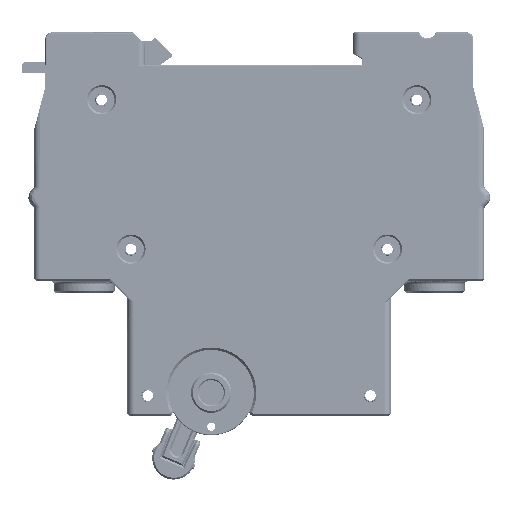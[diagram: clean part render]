
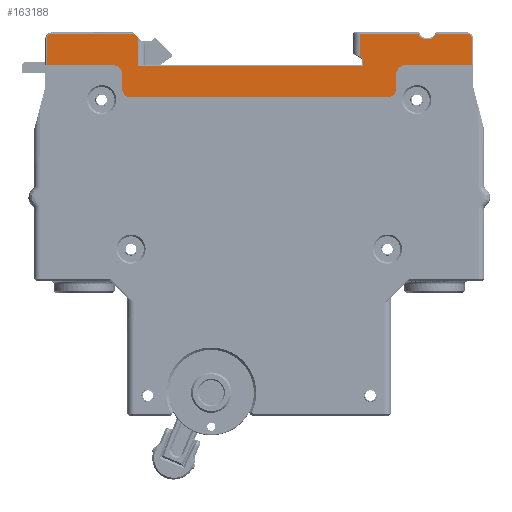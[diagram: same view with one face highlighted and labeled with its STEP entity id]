
A CAD part, front view. The second image highlights one B-rep face of the part: STEP entity #163188.
In plain terms, the highlighted planar face has unit normal (0, 1, 0).
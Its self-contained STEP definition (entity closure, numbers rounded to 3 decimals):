
#76467=DIRECTION('',(-0.866,0.,0.5));
#76468=VECTOR('',#76467,0.577);
#76469=CARTESIAN_POINT('',(17.7,-35.6,-210.618));
#76470=LINE('',#76469,#76468);
#76471=DIRECTION('',(0.707,0.,-0.707));
#76472=VECTOR('',#76471,0.849);
#76473=CARTESIAN_POINT('',(-21.3,-35.6,-206.433));
#76474=LINE('',#76473,#76472);
#76475=CARTESIAN_POINT('',(-35.4,-35.6,-207.333));
#76476=DIRECTION('',(0.,1.,0.));
#76477=DIRECTION('',(-1.,0.,0.));
#76478=AXIS2_PLACEMENT_3D('',#76475,#76476,#76477);
#76480=CARTESIAN_POINT('',(-24.9,-35.6,-213.333));
#76481=DIRECTION('',(0.,-1.,0.));
#76482=DIRECTION('',(1.,0.,0.));
#76483=AXIS2_PLACEMENT_3D('',#76480,#76481,#76482);
#76485=CARTESIAN_POINT('',(-21.9,-35.6,-215.833));
#76486=DIRECTION('',(0.,1.,0.));
#76487=DIRECTION('',(0.,0.,-1.));
#76488=AXIS2_PLACEMENT_3D('',#76485,#76486,#76487);
#76490=CARTESIAN_POINT('',(21.9,-35.6,-215.833));
#76491=DIRECTION('',(0.,1.,0.));
#76492=DIRECTION('',(1.,0.,0.));
#76493=AXIS2_PLACEMENT_3D('',#76490,#76491,#76492);
#76495=CARTESIAN_POINT('',(24.9,-35.6,-213.333));
#76496=DIRECTION('',(0.,-1.,0.));
#76497=DIRECTION('',(0.,0.,1.));
#76498=AXIS2_PLACEMENT_3D('',#76495,#76496,#76497);
#76500=CARTESIAN_POINT('',(35.5,-35.6,-207.233));
#76501=DIRECTION('',(0.,1.,0.));
#76502=DIRECTION('',(0.,0.,1.));
#76503=AXIS2_PLACEMENT_3D('',#76500,#76501,#76502);
#76505=CARTESIAN_POINT('',(28.7,-35.6,-205.733));
#76506=DIRECTION('',(0.,-1.,0.));
#76507=DIRECTION('',(-0.911,0.,-0.412));
#76508=AXIS2_PLACEMENT_3D('',#76505,#76506,#76507);
#76519=DIRECTION('',(0.,0.,-1.));
#76520=VECTOR('',#76519,3.896);
#76521=CARTESIAN_POINT('',(17.2,-35.6,-206.433));
#76522=LINE('',#76521,#76520);
#76555=DIRECTION('',(-1.,0.,0.));
#76556=VECTOR('',#76555,9.951);
#76557=CARTESIAN_POINT('',(27.151,-35.6,-206.433));
#76558=LINE('',#76557,#76556);
#76594=DIRECTION('',(-1.,0.,0.));
#76595=VECTOR('',#76594,5.251);
#76596=CARTESIAN_POINT('',(35.5,-35.6,
-206.433));
#76597=LINE('',#76596,#76595);
#76621=DIRECTION('',(0.,0.,1.));
#76622=VECTOR('',#76621,4.6);
#76623=CARTESIAN_POINT('',(36.3,-35.6,-211.833));
#76624=LINE('',#76623,#76622);
#76629=DIRECTION('',(1.,0.,0.));
#76630=VECTOR('',#76629,11.4);
#76631=CARTESIAN_POINT('',(24.9,-35.6,-211.833));
#76632=LINE('',#76631,#76630);
#76654=DIRECTION('',(0.,0.,1.));
#76655=VECTOR('',#76654,2.5);
#76656=CARTESIAN_POINT('',(23.4,-35.6,-215.833));
#76657=LINE('',#76656,#76655);
#76670=DIRECTION('',(1.,0.,0.));
#76671=VECTOR('',#76670,43.8);
#76672=CARTESIAN_POINT('',(-21.9,-35.6,-217.333));
#76673=LINE('',#76672,#76671);
#76686=DIRECTION('',(0.,0.,-1.));
#76687=VECTOR('',#76686,2.5);
#76688=CARTESIAN_POINT('',(-23.4,-35.6,-213.333));
#76689=LINE('',#76688,#76687);
#76702=DIRECTION('',(1.,0.,0.));
#76703=VECTOR('',#76702,11.4);
#76704=CARTESIAN_POINT('',(-36.3,-35.6,-211.833));
#76705=LINE('',#76704,#76703);
#76711=DIRECTION('',(0.,0.,
-1.));
#76712=VECTOR('',#76711,4.5);
#76713=CARTESIAN_POINT('',(-36.3,-35.6,
-207.333));
#76714=LINE('',#76713,#76712);
#76738=DIRECTION('',(-1.,0.,0.));
#76739=VECTOR('',#76738,14.1);
#76740=CARTESIAN_POINT('',(-21.3,-35.6,-206.433));
#76741=LINE('',#76740,#76739);
#77381=DIRECTION('',(0.,0.,-1.));
#77382=VECTOR('',#77381,1.315);
#77383=CARTESIAN_POINT('',(17.7,-35.6,-210.618));
#77384=LINE('',#77383,#77382);
#77392=DIRECTION('',(-1.,0.,0.));
#77393=VECTOR('',#77392,38.4);
#77394=CARTESIAN_POINT('',(17.7,-35.6,-211.933));
#77395=LINE('',#77394,#77393);
#77411=DIRECTION('',(0.,0.,1.));
#77412=VECTOR('',#77411,4.9);
#77413=CARTESIAN_POINT('',(-20.7,-35.6,-211.933));
#77414=LINE('',#77413,#77412);
#94365=CARTESIAN_POINT('',(17.2,-35.6,-206.433));
#94366=CARTESIAN_POINT('',(17.2,-35.6,
-210.329));
#94367=VERTEX_POINT('',#94365);
#94368=VERTEX_POINT('',#94366);
#94369=CARTESIAN_POINT('',(17.7,-35.6,-210.618));
#94370=VERTEX_POINT('',#94369);
#94371=CARTESIAN_POINT('',(17.7,-35.6,-211.933));
#94372=VERTEX_POINT('',#94371);
#94373=CARTESIAN_POINT('',(-20.7,-35.6,-211.933));
#94374=VERTEX_POINT('',#94373);
#94375=CARTESIAN_POINT('',(-20.7,-35.6,-207.033));
#94376=VERTEX_POINT('',#94375);
#94377=CARTESIAN_POINT('',(-21.3,-35.6,-206.433));
#94378=VERTEX_POINT('',#94377);
#94379=CARTESIAN_POINT('',(-35.4,-35.6,
-206.433));
#94380=VERTEX_POINT('',#94379);
#94381=CARTESIAN_POINT('',(-36.3,-35.6,
-207.333));
#94382=VERTEX_POINT('',#94381);
#94383=CARTESIAN_POINT('',(-36.3,-35.6,-211.833));
#94384=VERTEX_POINT('',#94383);
#94385=CARTESIAN_POINT('',(-24.9,-35.6,-211.833));
#94386=VERTEX_POINT('',#94385);
#94387=CARTESIAN_POINT('',(-23.4,-35.6,-213.333));
#94388=VERTEX_POINT('',#94387);
#94389=CARTESIAN_POINT('',(-23.4,-35.6,-215.833));
#94390=VERTEX_POINT('',#94389);
#94391=CARTESIAN_POINT('',(-21.9,-35.6,-217.333));
#94392=VERTEX_POINT('',#94391);
#94393=CARTESIAN_POINT('',(21.9,-35.6,-217.333));
#94394=VERTEX_POINT('',#94393);
#94395=CARTESIAN_POINT('',(23.4,-35.6,-215.833));
#94396=VERTEX_POINT('',#94395);
#94397=CARTESIAN_POINT('',(23.4,-35.6,-213.333));
#94398=VERTEX_POINT('',#94397);
#94399=CARTESIAN_POINT('',(24.9,-35.6,-211.833));
#94400=VERTEX_POINT('',#94399);
#94401=CARTESIAN_POINT('',(36.3,-35.6,-211.833));
#94402=VERTEX_POINT('',#94401);
#94403=CARTESIAN_POINT('',(36.3,-35.6,
-207.233));
#94404=VERTEX_POINT('',#94403);
#94405=CARTESIAN_POINT('',(35.5,-35.6,
-206.433));
#94406=VERTEX_POINT('',#94405);
#94407=CARTESIAN_POINT('',(30.249,-35.6,-206.433));
#94408=VERTEX_POINT('',#94407);
#94409=CARTESIAN_POINT('',(27.151,-35.6,-206.433));
#94410=VERTEX_POINT('',#94409);
#163136=CARTESIAN_POINT('',(0.,-35.6,-211.883));
#163137=DIRECTION('',(0.,1.,0.));
#163138=DIRECTION('',(1.,0.,0.));
#163139=AXIS2_PLACEMENT_3D('',#163136,#163137,#163138);
#163140=PLANE('',#163139);
#163142=ORIENTED_EDGE('',*,*,#163141,.T.);
#163144=ORIENTED_EDGE('',*,*,#163143,.F.);
#163146=ORIENTED_EDGE('',*,*,#163145,.T.);
#163148=ORIENTED_EDGE('',*,*,#163147,.T.);
#163150=ORIENTED_EDGE('',*,*,#163149,.T.);
#163151=ORIENTED_EDGE('',*,*,#163122,.F.);
#163153=ORIENTED_EDGE('',*,*,#163152,.T.);
#163155=ORIENTED_EDGE('',*,*,#163154,.F.);
#163157=ORIENTED_EDGE('',*,*,#163156,.T.);
#163159=ORIENTED_EDGE('',*,*,#163158,.T.);
#163161=ORIENTED_EDGE('',*,*,#163160,.F.);
#163163=ORIENTED_EDGE('',*,*,#163162,.T.);
#163165=ORIENTED_EDGE('',*,*,#163164,.F.);
#163167=ORIENTED_EDGE('',*,*,#163166,.T.);
#163169=ORIENTED_EDGE('',*,*,#163168,.F.);
#163171=ORIENTED_EDGE('',*,*,#163170,.T.);
#163173=ORIENTED_EDGE('',*,*,#163172,.F.);
#163175=ORIENTED_EDGE('',*,*,#163174,.T.);
#163177=ORIENTED_EDGE('',*,*,#163176,.T.);
#163179=ORIENTED_EDGE('',*,*,#163178,.F.);
#163181=ORIENTED_EDGE('',*,*,#163180,.T.);
#163183=ORIENTED_EDGE('',*,*,#163182,.F.);
#163185=ORIENTED_EDGE('',*,*,#163184,.T.);
#163186=EDGE_LOOP('',(#163142,#163144,#163146,#163148,#163150,#163151,#163153,
#163155,#163157,#163159,#163161,#163163,#163165,#163167,#163169,#163171,#163173,
#163175,#163177,#163179,#163181,#163183,#163185));
#163187=FACE_OUTER_BOUND('',#163186,.F.);
#163188=ADVANCED_FACE('',(#163187),#163140,.T.);
#76479=CIRCLE('',#76478,0.9);
#76484=CIRCLE('',#76483,1.5);
#76489=CIRCLE('',#76488,1.5);
#76494=CIRCLE('',#76493,1.5);
#76499=CIRCLE('',#76498,1.5);
#76504=CIRCLE('',#76503,0.8);
#76509=CIRCLE('',#76508,1.7);
#163122=EDGE_CURVE('',#94378,#94376,#76474,.T.);
#163141=EDGE_CURVE('',#94367,#94368,#76522,.T.);
#163143=EDGE_CURVE('',#94370,#94368,#76470,.T.);
#163145=EDGE_CURVE('',#94370,#94372,#77384,.T.);
#163147=EDGE_CURVE('',#94372,#94374,#77395,.T.);
#163149=EDGE_CURVE('',#94374,#94376,#77414,.T.);
#163152=EDGE_CURVE('',#94378,#94380,#76741,.T.);
#163154=EDGE_CURVE('',#94382,#94380,#76479,.T.);
#163156=EDGE_CURVE('',#94382,#94384,#76714,.T.);
#163158=EDGE_CURVE('',#94384,#94386,#76705,.T.);
#163160=EDGE_CURVE('',#94388,#94386,#76484,.T.);
#163162=EDGE_CURVE('',#94388,#94390,#76689,.T.);
#163164=EDGE_CURVE('',#94392,#94390,#76489,.T.);
#163166=EDGE_CURVE('',#94392,#94394,#76673,.T.);
#163168=EDGE_CURVE('',#94396,#94394,#76494,.T.);
#163170=EDGE_CURVE('',#94396,#94398,#76657,.T.);
#163172=EDGE_CURVE('',#94400,#94398,#76499,.T.);
#163174=EDGE_CURVE('',#94400,#94402,#76632,.T.);
#163176=EDGE_CURVE('',#94402,#94404,#76624,.T.);
#163178=EDGE_CURVE('',#94406,#94404,#76504,.T.);
#163180=EDGE_CURVE('',#94406,#94408,#76597,.T.);
#163182=EDGE_CURVE('',#94410,#94408,#76509,.T.);
#163184=EDGE_CURVE('',#94410,#94367,#76558,.T.);
